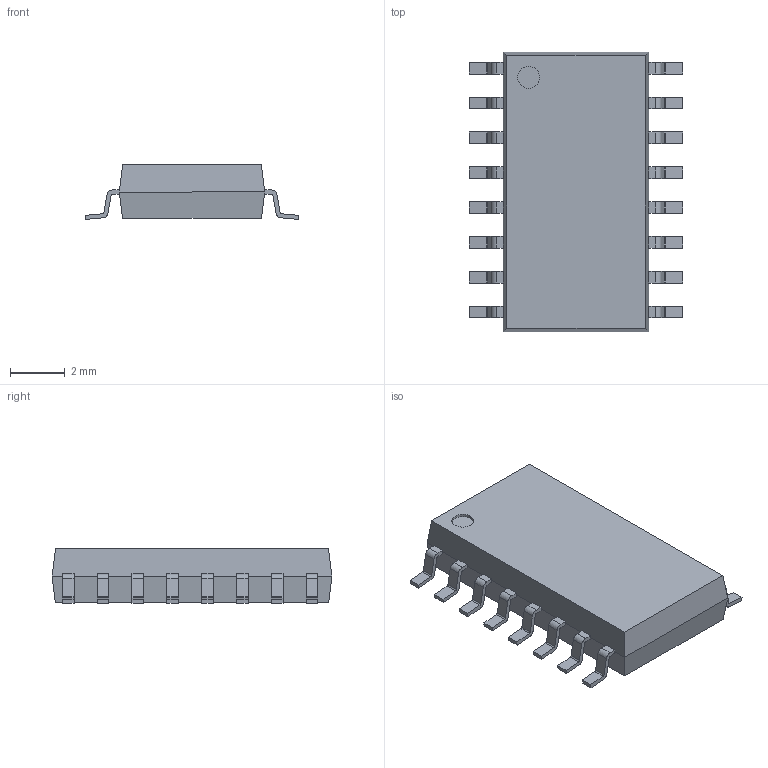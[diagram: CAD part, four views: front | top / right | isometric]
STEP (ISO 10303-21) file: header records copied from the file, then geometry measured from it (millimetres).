
FILE_DESCRIPTION((''),'2;1');
FILE_NAME('SOIC127P780X200-16N.stp','2014-11-27T12:19:38',(''),(''),'Mechanical Desktop 2011','Mechanical Desktop 2011',', , ');
FILE_SCHEMA(('AUTOMOTIVE_DESIGN { 1 2 10303 214 1 1 1 1 }'));
Length unit declared in the file: millimetre
Products named in the file (1): Product
Bounding box: 7.8 x 10.2 x 2 mm (x, y, z)
Volume: 103.7 mm3; surface area: 198.4 mm2
Topology: 17 solids, 17 shells, 237 faces, 602 edges, 400 vertices
Faces by surface type: bspline 112, plane 91, cylinder 34
Entity records: 7568 total; most frequent: CARTESIAN_POINT 2024, ORIENTED_EDGE 1204, DIRECTION 986, EDGE_CURVE 602, VECTOR 470, LINE 470, VERTEX_POINT 400, AXIS2_PLACEMENT_3D 258
